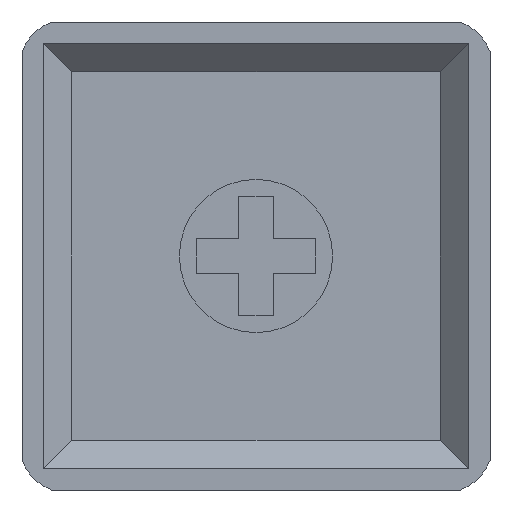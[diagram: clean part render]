
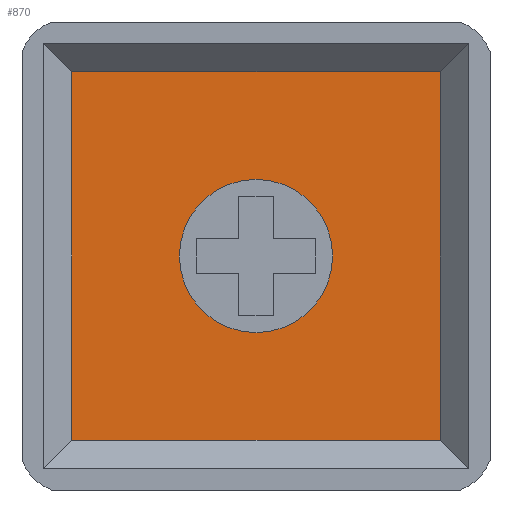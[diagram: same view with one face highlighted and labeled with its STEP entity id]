
A CAD part, front view. The second image highlights one B-rep face of the part: STEP entity #870.
In plain terms, the highlighted planar face has unit normal (0, -1, 0).
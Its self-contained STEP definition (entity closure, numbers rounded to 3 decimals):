
#17=FACE_BOUND('',#321,.T.);
#44=CIRCLE('',#929,2.7);
#56=PLANE('',#928);
#105=LINE('',#1936,#178);
#106=LINE('',#1939,#179);
#108=LINE('',#1943,#181);
#109=LINE('',#1944,#182);
#178=VECTOR('',#1052,10.);
#179=VECTOR('',#1055,10.);
#181=VECTOR('',#1059,10.);
#182=VECTOR('',#1060,10.);
#267=FACE_OUTER_BOUND('',#320,.T.);
#320=EDGE_LOOP('',(#739,#740,#741,#742));
#321=EDGE_LOOP('',(#743));
#426=VERTEX_POINT('',#1932);
#427=VERTEX_POINT('',#1934);
#428=VERTEX_POINT('',#1938);
#429=VERTEX_POINT('',#1942);
#430=VERTEX_POINT('',#1945);
#538=EDGE_CURVE('',#427,#426,#105,.T.);
#539=EDGE_CURVE('',#426,#428,#106,.T.);
#541=EDGE_CURVE('',#429,#427,#108,.T.);
#542=EDGE_CURVE('',#428,#429,#109,.T.);
#543=EDGE_CURVE('',#430,#430,#44,.T.);
#739=ORIENTED_EDGE('',*,*,#538,.F.);
#740=ORIENTED_EDGE('',*,*,#541,.F.);
#741=ORIENTED_EDGE('',*,*,#542,.F.);
#742=ORIENTED_EDGE('',*,*,#539,.F.);
#743=ORIENTED_EDGE('',*,*,#543,.F.);
#870=ADVANCED_FACE('',(#267,#17),#56,.F.);
#928=AXIS2_PLACEMENT_3D('',#1941,#1057,#1058);
#929=AXIS2_PLACEMENT_3D('',#1946,#1061,#1062);
#1052=DIRECTION('',(1.,0.,0.));
#1055=DIRECTION('',(0.,0.,-1.));
#1057=DIRECTION('center_axis',(0.,1.,0.));
#1058=DIRECTION('ref_axis',(-1.,0.,0.));
#1059=DIRECTION('',(0.,0.,1.));
#1060=DIRECTION('',(-1.,0.,0.));
#1061=DIRECTION('center_axis',(0.,-1.,0.));
#1062=DIRECTION('ref_axis',(1.,0.,0.));
#1932=CARTESIAN_POINT('',(6.5,2.3,6.5));
#1934=CARTESIAN_POINT('',(-6.5,2.3,6.5));
#1936=CARTESIAN_POINT('',(-3.75,2.3,6.5));
#1938=CARTESIAN_POINT('',(6.5,2.3,-6.5));
#1939=CARTESIAN_POINT('',(6.5,2.3,3.75));
#1941=CARTESIAN_POINT('Origin',(0.,2.3,0.));
#1942=CARTESIAN_POINT('',(-6.5,2.3,-6.5));
#1943=CARTESIAN_POINT('',(-6.5,2.3,-3.75));
#1944=CARTESIAN_POINT('',(3.75,2.3,-6.5));
#1945=CARTESIAN_POINT('',(-2.7,2.3,0.));
#1946=CARTESIAN_POINT('Origin',(0.,2.3,0.));
